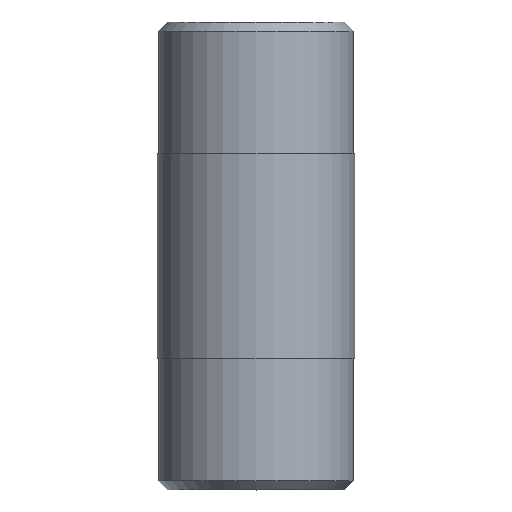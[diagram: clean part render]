
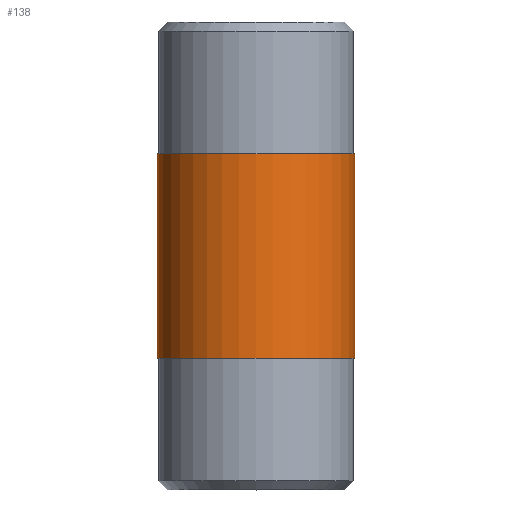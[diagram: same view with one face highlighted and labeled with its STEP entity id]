
A CAD part, top view. The second image highlights one B-rep face of the part: STEP entity #138.
In plain terms, the highlighted cylindrical face has radius 8.431 mm (diameter 16.862 mm), a full revolution.
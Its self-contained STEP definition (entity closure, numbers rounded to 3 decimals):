
#20=CYLINDRICAL_SURFACE('',#157,8.431);
#26=FACE_BOUND('',#54,.T.);
#38=FACE_OUTER_BOUND('',#53,.T.);
#53=EDGE_LOOP('',(#113));
#54=EDGE_LOOP('',(#114));
#71=CIRCLE('',#150,8.431);
#73=CIRCLE('',#153,8.431);
#83=VERTEX_POINT('',#225);
#85=VERTEX_POINT('',#230);
#95=EDGE_CURVE('',#83,#83,#71,.T.);
#97=EDGE_CURVE('',#85,#85,#73,.T.);
#113=ORIENTED_EDGE('',*,*,#97,.F.);
#114=ORIENTED_EDGE('',*,*,#95,.F.);
#138=ADVANCED_FACE('',(#38,#26),#20,.T.);
#150=AXIS2_PLACEMENT_3D('',#226,#177,#178);
#153=AXIS2_PLACEMENT_3D('',#231,#183,#184);
#157=AXIS2_PLACEMENT_3D('',#237,#191,#192);
#177=DIRECTION('center_axis',(0.,-1.,0.));
#178=DIRECTION('ref_axis',(1.,0.,0.));
#183=DIRECTION('center_axis',(0.,1.,0.));
#184=DIRECTION('ref_axis',(1.,0.,0.));
#191=DIRECTION('center_axis',(0.,1.,0.));
#192=DIRECTION('ref_axis',(1.,0.,0.));
#225=CARTESIAN_POINT('',(-8.431,-8.75,0.));
#226=CARTESIAN_POINT('Origin',(0.,-8.75,0.));
#230=CARTESIAN_POINT('',(-8.431,8.75,0.));
#231=CARTESIAN_POINT('Origin',(0.,8.75,0.));
#237=CARTESIAN_POINT('Origin',(0.,0.,0.));
